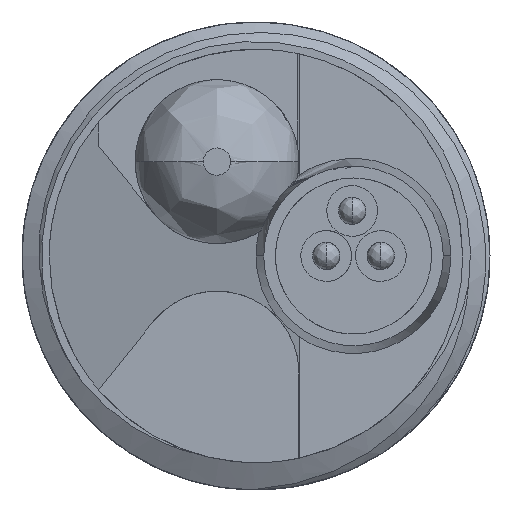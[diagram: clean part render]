
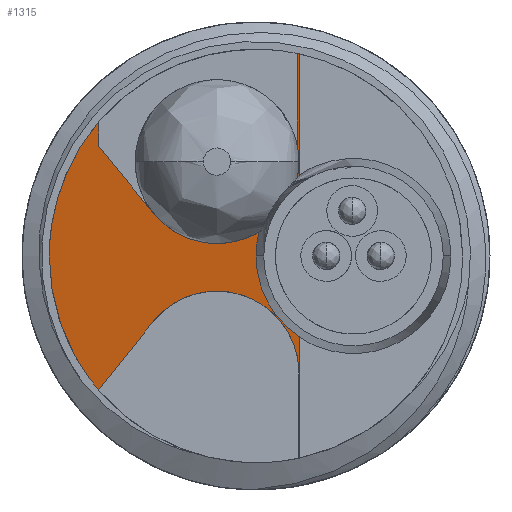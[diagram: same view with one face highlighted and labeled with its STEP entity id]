
A CAD part, front view. The second image highlights one B-rep face of the part: STEP entity #1315.
In plain terms, the highlighted free-form (B-spline) face has degree [1, 1] with [2, 2] control points.
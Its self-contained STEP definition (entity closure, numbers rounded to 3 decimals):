
#1147=CARTESIAN_POINT('',(-4.028,-0.5,-3.427));
#1148=VERTEX_POINT('',#1147);
#1156=CARTESIAN_POINT('',(-2.641,-0.843,-1.69));
#1157=VERTEX_POINT('',#1156);
#1163=CARTESIAN_POINT('',(-2.641,-0.843,-1.69));
#1164=CARTESIAN_POINT('',(-4.028,-0.5,-3.427));
#1165=B_SPLINE_CURVE_WITH_KNOTS('',1,(#1163,#1164),.POLYLINE_FORM.,.F.,.U.,(2,2),(0.,1.),.UNSPECIFIED.);
#1166=EDGE_CURVE('',#1157,#1148,#1165,.T.);
#1171=CARTESIAN_POINT('',(19.7,-6.367,13.152));
#1172=CARTESIAN_POINT('',(19.7,-6.367,-25.152));
#1173=CARTESIAN_POINT('',(-17.483,2.827,13.152));
#1174=CARTESIAN_POINT('',(-17.483,2.827,-25.152));
#1175=B_SPLINE_SURFACE_WITH_KNOTS('',1,1,((#1171,#1172),(#1173,#1174)),.PLANE_SURF.,.F.,.F.,.U.,(2,2),(2,2),(0.,1.),(0.,1.),.UNSPECIFIED.);
#1176=CARTESIAN_POINT('',(1.108,-1.77,2.077));
#1177=VERTEX_POINT('',#1176);
#1178=CARTESIAN_POINT('',(1.108,-1.77,5.183));
#1179=VERTEX_POINT('',#1178);
#1180=CARTESIAN_POINT('',(1.108,-1.77,2.077));
#1181=CARTESIAN_POINT('',(1.108,-1.77,5.183));
#1182=B_SPLINE_CURVE_WITH_KNOTS('',1,(#1180,#1181),.POLYLINE_FORM.,.F.,.U.,(2,2),(0.,1.),.UNSPECIFIED.);
#1183=EDGE_CURVE('',#1177,#1179,#1182,.T.);
#1184=ORIENTED_EDGE('',*,*,#1183,.T.);
#1185=CARTESIAN_POINT('',(1.057,-1.757,5.193));
#1186=VERTEX_POINT('',#1185);
#1187=CARTESIAN_POINT('',(1.108,-1.77,5.183));
#1188=CARTESIAN_POINT('',(1.091,-1.766,5.186));
#1189=CARTESIAN_POINT('',(1.074,-1.762,5.19));
#1190=CARTESIAN_POINT('',(1.057,-1.757,5.193));
#1191=B_SPLINE_CURVE_WITH_KNOTS('',3,(#1187,#1188,#1189,#1190),.UNSPECIFIED.,.F.,.U.,(4,4),(0.,1.),.UNSPECIFIED.);
#1192=EDGE_CURVE('',#1179,#1186,#1191,.T.);
#1193=ORIENTED_EDGE('',*,*,#1192,.T.);
#1194=CARTESIAN_POINT('',(1.057,-1.757,2.841));
#1195=VERTEX_POINT('',#1194);
#1196=CARTESIAN_POINT('',(1.057,-1.757,5.193));
#1197=CARTESIAN_POINT('',(1.057,-1.757,2.841));
#1198=B_SPLINE_CURVE_WITH_KNOTS('',1,(#1196,#1197),.POLYLINE_FORM.,.F.,.U.,(2,2),(0.,1.),.UNSPECIFIED.);
#1199=EDGE_CURVE('',#1186,#1195,#1198,.T.);
#1200=ORIENTED_EDGE('',*,*,#1199,.T.);
#1201=CARTESIAN_POINT('',(1.1,-1.768,2.42));
#1202=VERTEX_POINT('',#1201);
#1203=CARTESIAN_POINT('',(1.057,-1.757,2.841));
#1204=CARTESIAN_POINT('',(1.086,-1.764,2.702));
#1205=CARTESIAN_POINT('',(1.1,-1.768,2.562));
#1206=CARTESIAN_POINT('',(1.1,-1.768,2.42));
#1207=B_SPLINE_CURVE_WITH_KNOTS('',3,(#1203,#1204,#1205,#1206),.UNSPECIFIED.,.F.,.U.,(4,4),(0.,1.),.UNSPECIFIED.);
#1208=EDGE_CURVE('',#1195,#1202,#1207,.T.);
#1209=ORIENTED_EDGE('',*,*,#1208,.T.);
#1210=CARTESIAN_POINT('',(-2.627,-0.846,1.093));
#1211=VERTEX_POINT('',#1210);
#1212=CARTESIAN_POINT('',(1.1,-1.768,2.42));
#1213=CARTESIAN_POINT('',(1.1,-1.768,2.296));
#1214=CARTESIAN_POINT('',(1.081,-1.763,2.103));
#1215=CARTESIAN_POINT('',(1.015,-1.747,1.796));
#1216=CARTESIAN_POINT('',(0.9,-1.718,1.504));
#1217=CARTESIAN_POINT('',(0.736,-1.678,1.225));
#1218=CARTESIAN_POINT('',(0.493,-1.618,0.923));
#1219=CARTESIAN_POINT('',(0.155,-1.534,0.642));
#1220=CARTESIAN_POINT('',(-0.292,-1.424,0.423));
#1221=CARTESIAN_POINT('',(-0.777,-1.304,0.312));
#1222=CARTESIAN_POINT('',(-1.216,-1.195,0.317));
#1223=CARTESIAN_POINT('',(-1.595,-1.102,0.398));
#1224=CARTESIAN_POINT('',(-1.897,-1.027,0.511));
#1225=CARTESIAN_POINT('',(-2.17,-0.959,0.665));
#1226=CARTESIAN_POINT('',(-2.414,-0.899,0.861));
#1227=CARTESIAN_POINT('',(-2.55,-0.865,0.998));
#1228=CARTESIAN_POINT('',(-2.627,-0.846,1.093));
#1229=B_SPLINE_CURVE_WITH_KNOTS('',3,(#1212,#1213,#1214,#1215,#1216,#1217,#1218,#1219,#1220,#1221,#1222,#1223,#1224,#1225,#1226,#1227,#1228),.UNSPECIFIED.,.F.,.U.,(4,1,1,1,1,1,1,1,1,1,1,1,1,1,4),(0.,0.031,0.063,0.125,0.188,0.25,0.375,0.5,0.625,0.75,0.813,0.875,0.938,0.969,1.),.UNSPECIFIED.);
#1230=EDGE_CURVE('',#1202,#1211,#1229,.T.);
#1231=ORIENTED_EDGE('',*,*,#1230,.T.);
#1232=CARTESIAN_POINT('',(-4.028,-0.5,2.81));
#1233=VERTEX_POINT('',#1232);
#1234=CARTESIAN_POINT('',(-2.627,-0.846,1.093));
#1235=CARTESIAN_POINT('',(-4.028,-0.5,2.81));
#1236=B_SPLINE_CURVE_WITH_KNOTS('',1,(#1234,#1235),.POLYLINE_FORM.,.F.,.U.,(2,2),(0.,1.),.UNSPECIFIED.);
#1237=EDGE_CURVE('',#1211,#1233,#1236,.T.);
#1238=ORIENTED_EDGE('',*,*,#1237,.T.);
#1239=CARTESIAN_POINT('',(-4.028,-0.5,3.444));
#1240=VERTEX_POINT('',#1239);
#1241=CARTESIAN_POINT('',(-4.028,-0.5,2.81));
#1242=CARTESIAN_POINT('',(-4.028,-0.5,3.444));
#1243=B_SPLINE_CURVE_WITH_KNOTS('',1,(#1241,#1242),.POLYLINE_FORM.,.F.,.U.,(2,2),(0.,1.),.UNSPECIFIED.);
#1244=EDGE_CURVE('',#1233,#1240,#1243,.T.);
#1245=ORIENTED_EDGE('',*,*,#1244,.T.);
#1246=CARTESIAN_POINT('',(-5.3,-0.186,0.));
#1247=VERTEX_POINT('',#1246);
#1248=CARTESIAN_POINT('',(-4.028,-0.5,3.444));
#1249=CARTESIAN_POINT('',(-4.449,-0.396,2.952));
#1250=CARTESIAN_POINT('',(-5.065,-0.244,1.878));
#1251=CARTESIAN_POINT('',(-5.3,-0.186,0.657));
#1252=CARTESIAN_POINT('',(-5.3,-0.186,0.));
#1253=B_SPLINE_CURVE_WITH_KNOTS('',3,(#1248,#1249,#1250,#1251,#1252),.UNSPECIFIED.,.F.,.U.,(4,1,4),(0.,0.5,1.),.UNSPECIFIED.);
#1254=EDGE_CURVE('',#1240,#1247,#1253,.T.);
#1255=ORIENTED_EDGE('',*,*,#1254,.T.);
#1256=CARTESIAN_POINT('',(-4.028,-0.5,-3.444));
#1257=VERTEX_POINT('',#1256);
#1258=CARTESIAN_POINT('',(-5.3,-0.186,0.));
#1259=CARTESIAN_POINT('',(-5.3,-0.186,-0.657));
#1260=CARTESIAN_POINT('',(-5.065,-0.244,-1.878));
#1261=CARTESIAN_POINT('',(-4.449,-0.396,-2.952));
#1262=CARTESIAN_POINT('',(-4.028,-0.5,-3.444));
#1263=B_SPLINE_CURVE_WITH_KNOTS('',3,(#1258,#1259,#1260,#1261,#1262),.UNSPECIFIED.,.F.,.U.,(4,1,4),(0.,0.5,1.),.UNSPECIFIED.);
#1264=EDGE_CURVE('',#1247,#1257,#1263,.T.);
#1265=ORIENTED_EDGE('',*,*,#1264,.T.);
#1266=CARTESIAN_POINT('',(-4.028,-0.5,-3.444));
#1267=CARTESIAN_POINT('',(-4.028,-0.5,-3.427));
#1268=B_SPLINE_CURVE_WITH_KNOTS('',1,(#1266,#1267),.POLYLINE_FORM.,.F.,.U.,(2,2),(0.,1.),.UNSPECIFIED.);
#1269=EDGE_CURVE('',#1257,#1148,#1268,.T.);
#1270=ORIENTED_EDGE('',*,*,#1269,.T.);
#1271=ORIENTED_EDGE('',*,*,#1166,.F.);
#1272=CARTESIAN_POINT('',(1.1,-1.768,-3.));
#1273=VERTEX_POINT('',#1272);
#1274=CARTESIAN_POINT('',(-2.641,-0.843,-1.69));
#1275=CARTESIAN_POINT('',(-2.563,-0.862,-1.593));
#1276=CARTESIAN_POINT('',(-2.427,-0.896,-1.453));
#1277=CARTESIAN_POINT('',(-2.183,-0.956,-1.254));
#1278=CARTESIAN_POINT('',(-1.91,-1.024,-1.097));
#1279=CARTESIAN_POINT('',(-1.608,-1.098,-0.982));
#1280=CARTESIAN_POINT('',(-1.229,-1.192,-0.898));
#1281=CARTESIAN_POINT('',(-0.789,-1.301,-0.89));
#1282=CARTESIAN_POINT('',(-0.302,-1.421,-0.999));
#1283=CARTESIAN_POINT('',(0.147,-1.532,-1.217));
#1284=CARTESIAN_POINT('',(0.487,-1.616,-1.496));
#1285=CARTESIAN_POINT('',(0.731,-1.677,-1.798));
#1286=CARTESIAN_POINT('',(0.897,-1.718,-2.077));
#1287=CARTESIAN_POINT('',(1.013,-1.746,-2.37));
#1288=CARTESIAN_POINT('',(1.08,-1.763,-2.679));
#1289=CARTESIAN_POINT('',(1.1,-1.768,-2.874));
#1290=CARTESIAN_POINT('',(1.1,-1.768,-3.));
#1291=B_SPLINE_CURVE_WITH_KNOTS('',3,(#1274,#1275,#1276,#1277,#1278,#1279,#1280,#1281,#1282,#1283,#1284,#1285,#1286,#1287,#1288,#1289,#1290),.UNSPECIFIED.,.F.,.U.,(4,1,1,1,1,1,1,1,1,1,1,1,1,1,4),(0.,0.031,0.063,0.125,0.188,0.25,0.375,0.5,0.625,0.75,0.813,0.875,0.938,0.969,1.),.UNSPECIFIED.);
#1292=EDGE_CURVE('',#1157,#1273,#1291,.T.);
#1293=ORIENTED_EDGE('',*,*,#1292,.T.);
#1294=CARTESIAN_POINT('',(1.104,-1.769,-5.184));
#1295=VERTEX_POINT('',#1294);
#1296=CARTESIAN_POINT('',(1.1,-1.768,-3.));
#1297=CARTESIAN_POINT('',(1.1,-1.768,-5.184));
#1298=B_SPLINE_CURVE_WITH_KNOTS('',1,(#1296,#1297),.POLYLINE_FORM.,.F.,.U.,(2,2),(0.,1.),.UNSPECIFIED.);
#1299=EDGE_CURVE('',#1273,#1295,#1298,.T.);
#1300=ORIENTED_EDGE('',*,*,#1299,.T.);
#1301=CARTESIAN_POINT('',(1.108,-1.77,-2.077));
#1302=VERTEX_POINT('',#1301);
#1303=CARTESIAN_POINT('',(1.108,-1.77,-5.183));
#1304=CARTESIAN_POINT('',(1.108,-1.77,-2.077));
#1305=B_SPLINE_CURVE_WITH_KNOTS('',1,(#1303,#1304),.POLYLINE_FORM.,.F.,.U.,(2,2),(0.,1.),.UNSPECIFIED.);
#1306=EDGE_CURVE('',#1295,#1302,#1305,.T.);
#1307=ORIENTED_EDGE('',*,*,#1306,.T.);
#1308=CARTESIAN_POINT('',(1.108,-1.77,-2.077));
#1309=CARTESIAN_POINT('',(1.108,-1.77,2.077));
#1310=B_SPLINE_CURVE_WITH_KNOTS('',1,(#1308,#1309),.POLYLINE_FORM.,.F.,.U.,(2,2),(0.,1.),.UNSPECIFIED.);
#1311=EDGE_CURVE('',#1302,#1177,#1310,.T.);
#1312=ORIENTED_EDGE('',*,*,#1311,.T.);
#1313=EDGE_LOOP('',(#1184,#1193,#1200,#1209,#1231,#1238,#1245,#1255,#1265,#1270,#1271,#1293,#1300,#1307,#1312));
#1314=FACE_OUTER_BOUND('',#1313,.T.);
#1315=ADVANCED_FACE('',(#1314),#1175,.T.);
